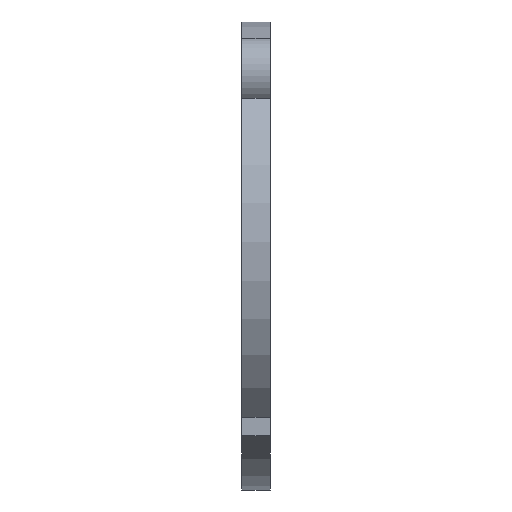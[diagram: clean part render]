
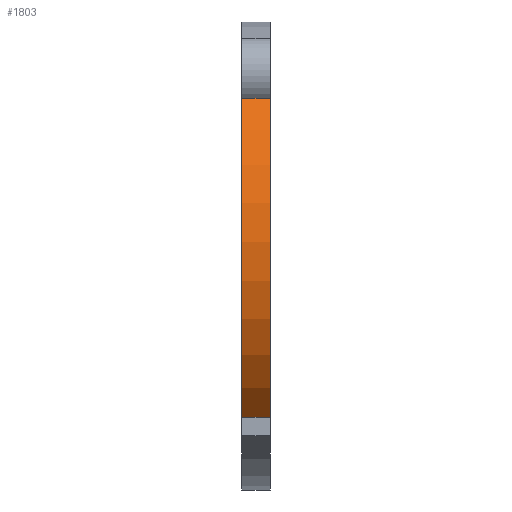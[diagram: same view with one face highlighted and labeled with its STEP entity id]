
A CAD part, left-side view. The second image highlights one B-rep face of the part: STEP entity #1803.
In plain terms, the highlighted cylindrical face has radius 32 mm (diameter 64 mm), a partial arc.
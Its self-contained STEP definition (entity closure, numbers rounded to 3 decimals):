
#209=FACE_OUTER_BOUND('',#320,.T.);
#320=EDGE_LOOP('',(#1609,#1610,#1611,#1612));
#548=LINE('',#2874,#766);
#549=LINE('',#2878,#767);
#766=VECTOR('',#2366,10.);
#767=VECTOR('',#2371,10.);
#789=CIRCLE('',#1895,32.);
#798=CIRCLE('',#1923,32.);
#937=VERTEX_POINT('',#2790);
#938=VERTEX_POINT('',#2791);
#960=VERTEX_POINT('',#2872);
#961=VERTEX_POINT('',#2876);
#1159=EDGE_CURVE('',#937,#938,#789,.T.);
#1201=EDGE_CURVE('',#960,#938,#548,.T.);
#1202=EDGE_CURVE('',#960,#961,#798,.T.);
#1203=EDGE_CURVE('',#961,#937,#549,.T.);
#1609=ORIENTED_EDGE('',*,*,#1202,.F.);
#1610=ORIENTED_EDGE('',*,*,#1201,.T.);
#1611=ORIENTED_EDGE('',*,*,#1159,.F.);
#1612=ORIENTED_EDGE('',*,*,#1203,.F.);
#1714=CYLINDRICAL_SURFACE('',#1922,32.);
#1803=ADVANCED_FACE('',(#209),#1714,.T.);
#1895=AXIS2_PLACEMENT_3D('',#2792,#2279,#2280);
#1922=AXIS2_PLACEMENT_3D('',#2875,#2367,#2368);
#1923=AXIS2_PLACEMENT_3D('',#2877,#2369,#2370);
#2279=DIRECTION('center_axis',(0.,1.,0.));
#2280=DIRECTION('ref_axis',(1.,0.,0.));
#2366=DIRECTION('',(0.,1.,0.));
#2367=DIRECTION('center_axis',(0.,1.,0.));
#2368=DIRECTION('ref_axis',(-0.998,0.,-0.057));
#2369=DIRECTION('center_axis',(0.,-1.,0.));
#2370=DIRECTION('ref_axis',(1.,0.,0.));
#2371=DIRECTION('',(0.,1.,0.));
#2790=CARTESIAN_POINT('',(-21.45,55.,126.253));
#2791=CARTESIAN_POINT('',(-24.015,55.,171.149));
#2792=CARTESIAN_POINT('Origin',(0.,55.,150.));
#2872=CARTESIAN_POINT('',(-24.015,51.,171.149));
#2874=CARTESIAN_POINT('',(-24.015,51.,171.149));
#2875=CARTESIAN_POINT('Origin',(0.,51.,150.));
#2876=CARTESIAN_POINT('',(-21.45,51.,126.253));
#2877=CARTESIAN_POINT('Origin',(0.,51.,150.));
#2878=CARTESIAN_POINT('',(-21.45,51.,126.253));
